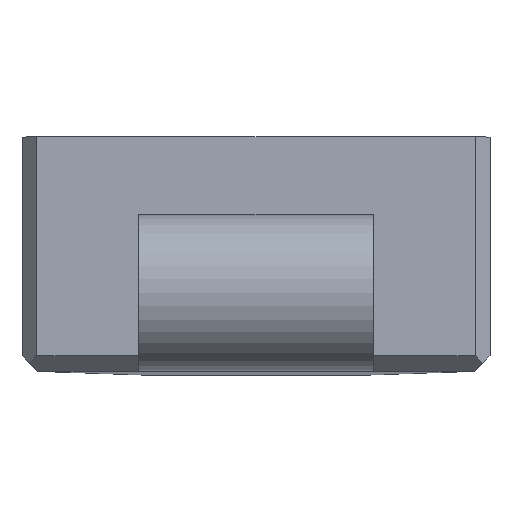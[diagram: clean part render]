
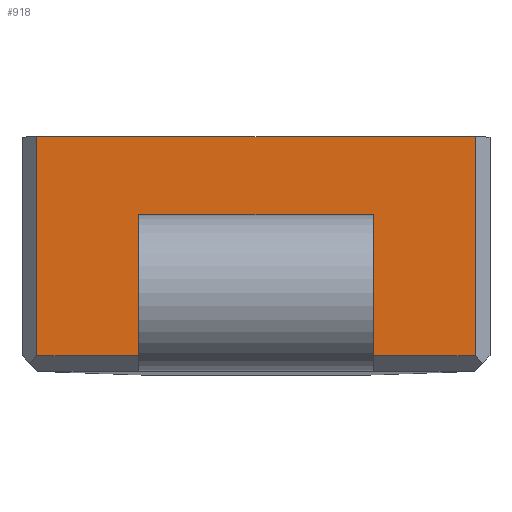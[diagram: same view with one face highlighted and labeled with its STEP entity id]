
A CAD part, top view. The second image highlights one B-rep face of the part: STEP entity #918.
In plain terms, the highlighted planar face has unit normal (0, 0, 1).
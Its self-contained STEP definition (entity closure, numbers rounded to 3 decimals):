
#31=PLANE('',#1008);
#80=FACE_OUTER_BOUND('',#132,.T.);
#132=EDGE_LOOP('',(#701,#702,#703,#704,#705,#706,#707,#708));
#210=LINE('',#1526,#305);
#212=LINE('',#1530,#307);
#213=LINE('',#1532,#308);
#214=LINE('',#1534,#309);
#215=LINE('',#1536,#310);
#216=LINE('',#1538,#311);
#217=LINE('',#1540,#312);
#218=LINE('',#1541,#313);
#305=VECTOR('',#1165,10.);
#307=VECTOR('',#1169,10.);
#308=VECTOR('',#1170,10.);
#309=VECTOR('',#1171,10.);
#310=VECTOR('',#1172,10.);
#311=VECTOR('',#1173,10.);
#312=VECTOR('',#1174,10.);
#313=VECTOR('',#1175,10.);
#434=VERTEX_POINT('',#1523);
#435=VERTEX_POINT('',#1525);
#436=VERTEX_POINT('',#1529);
#437=VERTEX_POINT('',#1531);
#438=VERTEX_POINT('',#1533);
#439=VERTEX_POINT('',#1535);
#440=VERTEX_POINT('',#1537);
#441=VERTEX_POINT('',#1539);
#537=EDGE_CURVE('',#434,#435,#210,.T.);
#539=EDGE_CURVE('',#434,#436,#212,.T.);
#540=EDGE_CURVE('',#437,#436,#213,.T.);
#541=EDGE_CURVE('',#438,#437,#214,.T.);
#542=EDGE_CURVE('',#439,#438,#215,.T.);
#543=EDGE_CURVE('',#440,#439,#216,.T.);
#544=EDGE_CURVE('',#441,#440,#217,.T.);
#545=EDGE_CURVE('',#435,#441,#218,.T.);
#701=ORIENTED_EDGE('',*,*,#537,.F.);
#702=ORIENTED_EDGE('',*,*,#539,.T.);
#703=ORIENTED_EDGE('',*,*,#540,.F.);
#704=ORIENTED_EDGE('',*,*,#541,.F.);
#705=ORIENTED_EDGE('',*,*,#542,.F.);
#706=ORIENTED_EDGE('',*,*,#543,.F.);
#707=ORIENTED_EDGE('',*,*,#544,.F.);
#708=ORIENTED_EDGE('',*,*,#545,.F.);
#918=ADVANCED_FACE('',(#80),#31,.T.);
#1008=AXIS2_PLACEMENT_3D('',#1528,#1167,#1168);
#1165=DIRECTION('',(-1.,0.,0.));
#1167=DIRECTION('center_axis',(0.,0.,
1.));
#1168=DIRECTION('ref_axis',(1.,0.,0.));
#1169=DIRECTION('',(0.,1.,0.));
#1170=DIRECTION('',(-1.,0.,0.));
#1171=DIRECTION('',(0.,1.,0.));
#1172=DIRECTION('',(-1.,0.,0.));
#1173=DIRECTION('',(0.,-1.,0.));
#1174=DIRECTION('',(1.,0.,0.));
#1175=DIRECTION('',(0.,1.,0.));
#1523=CARTESIAN_POINT('',(-7.5,1.,-5.));
#1525=CARTESIAN_POINT('',(-14.,1.,-5.));
#1526=CARTESIAN_POINT('',(0.,1.,-5.));
#1528=CARTESIAN_POINT('Origin',(0.,7.5,-5.));
#1529=CARTESIAN_POINT('',(-7.5,10.,-5.));
#1530=CARTESIAN_POINT('',(-7.5,0.,-5.));
#1531=CARTESIAN_POINT('',(7.5,10.,-5.));
#1532=CARTESIAN_POINT('',(7.5,10.,-5.));
#1533=CARTESIAN_POINT('',(7.5,1.,-5.));
#1534=CARTESIAN_POINT('',(7.5,0.,-5.));
#1535=CARTESIAN_POINT('',(14.,1.,-5.));
#1536=CARTESIAN_POINT('',(0.,1.,-5.));
#1537=CARTESIAN_POINT('',(14.,15.,-5.));
#1538=CARTESIAN_POINT('',(14.,11.25,-5.));
#1539=CARTESIAN_POINT('',(-14.,15.,-5.));
#1540=CARTESIAN_POINT('',(-15.,15.,-5.));
#1541=CARTESIAN_POINT('',(-14.,3.75,-5.));
